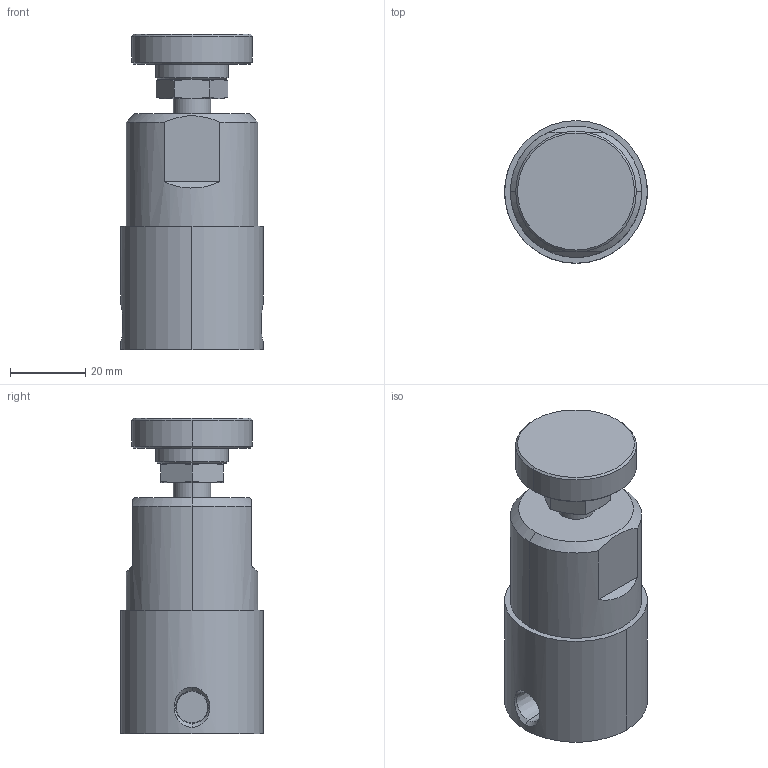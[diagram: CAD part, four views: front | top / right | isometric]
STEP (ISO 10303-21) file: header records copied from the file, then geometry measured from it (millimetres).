
FILE_DESCRIPTION(('starvars output'),'2;1');
FILE_NAME('cv20240327113047000013018.stp','11:30:47 2024/03/27',( 'Thomas Industrial Network Germany GmbH'),( 'Thomas Industrial Network Germany GmbH'),'unknown preprocess','ACIS' ,'unknown authorization');
FILE_SCHEMA(('AUTOMOTIVE_DESIGN_CC2 {UNKNOWN IMPLEMENTATION LEVEL}'));
Length unit declared in the file: millimetre
Products named in the file (1): PRODUCT_ID_1
Bounding box: 37.8 x 37.8 x 83.57 mm (x, y, z)
Volume: 72281.1 mm3; surface area: 12565.9 mm2
Topology: 1 solids, 1 shells, 75 faces, 158 edges, 94 vertices
Faces by surface type: cone 40, plane 21, cylinder 14
Entity records: 2328 total; most frequent: CARTESIAN_POINT 372, ORIENTED_EDGE 316, DIRECTION 198, EDGE_CURVE 158, VERTEX_POINT 94, EDGE_LOOP 84, FACE_BOUND 84, STYLED_ITEM 76
